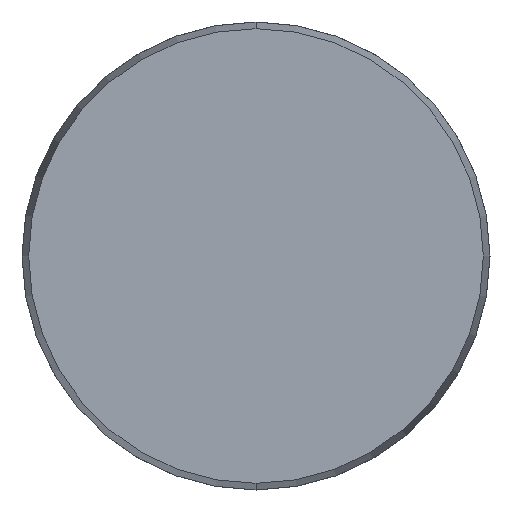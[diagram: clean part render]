
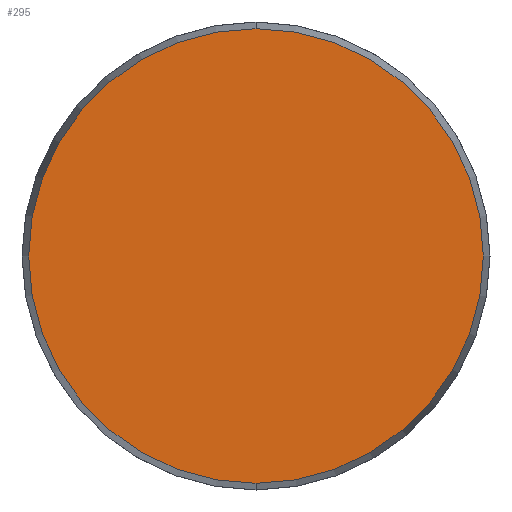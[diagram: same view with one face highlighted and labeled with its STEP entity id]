
A CAD part, front view. The second image highlights one B-rep face of the part: STEP entity #295.
In plain terms, the highlighted planar face has unit normal (0, -1, 0).
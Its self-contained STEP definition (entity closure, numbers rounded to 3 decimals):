
#85 = DIRECTION ( 'NONE',  ( 0., -1., 0. ) ) ;
#93 = FACE_OUTER_BOUND ( 'NONE', #248, .T. ) ;
#142 = CARTESIAN_POINT ( 'NONE',  ( 0., 0., -29.143 ) ) ;
#185 = CIRCLE ( 'NONE', #826, 29.143 ) ;
#186 = DIRECTION ( 'NONE',  ( 0., 0., -1. ) ) ;
#236 = ORIENTED_EDGE ( 'NONE', *, *, #662, .T. ) ;
#248 = EDGE_LOOP ( 'NONE', ( #719, #236 ) ) ;
#257 = CARTESIAN_POINT ( 'NONE',  ( -29.143, 0., 0. ) ) ;
#295 = ADVANCED_FACE ( 'NONE', ( #93 ), #406, .F. ) ;
#300 = CARTESIAN_POINT ( 'NONE',  ( 0., 0., 29.143 ) ) ;
#323 = DIRECTION ( 'NONE',  ( 0., 0., -1. ) ) ;
#368 = EDGE_CURVE ( 'NONE', #582, #567, #560, .T. ) ;
#395 = CARTESIAN_POINT ( 'NONE',  ( 0., 0., 0. ) ) ;
#406 = PLANE ( 'NONE',  #937 ) ;
#517 = CARTESIAN_POINT ( 'NONE',  ( 0., 0., 0. ) ) ;
#560 = CIRCLE ( 'NONE', #815, 29.143 ) ;
#567 = VERTEX_POINT ( 'NONE', #142 ) ;
#582 = VERTEX_POINT ( 'NONE', #300 ) ;
#641 = DIRECTION ( 'NONE',  ( 0., 1., 0. ) ) ;
#662 = EDGE_CURVE ( 'NONE', #567, #582, #185, .T. ) ;
#684 = DIRECTION ( 'NONE',  ( 0., -1., 0. ) ) ;
#719 = ORIENTED_EDGE ( 'NONE', *, *, #368, .T. ) ;
#815 = AXIS2_PLACEMENT_3D ( 'NONE', #517, #684, #186 ) ;
#826 = AXIS2_PLACEMENT_3D ( 'NONE', #395, #85, #323 ) ;
#904 = DIRECTION ( 'NONE',  ( 0., 0., 1. ) ) ;
#937 = AXIS2_PLACEMENT_3D ( 'NONE', #257, #641, #904 ) ;
